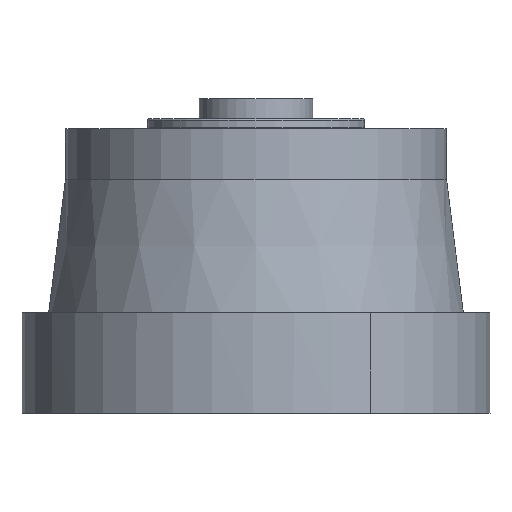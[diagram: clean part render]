
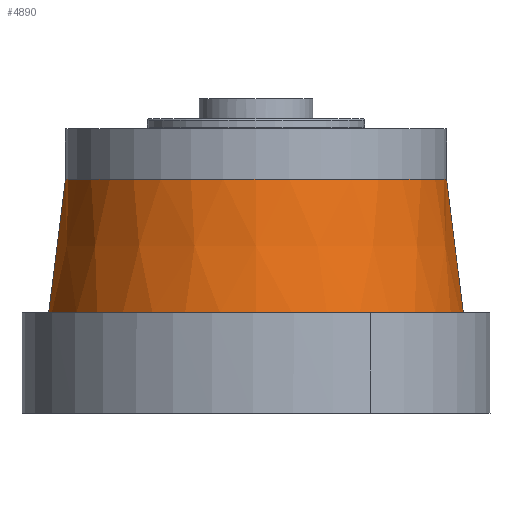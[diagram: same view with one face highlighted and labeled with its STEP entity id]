
A CAD part, front view. The second image highlights one B-rep face of the part: STEP entity #4890.
In plain terms, the highlighted conical face has half-angle 7.125 degrees and reference radius 5.7 mm.
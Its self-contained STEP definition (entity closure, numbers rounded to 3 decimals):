
#127 = EDGE_CURVE ( 'NONE', #1148, #7561, #1267, .T. ) ;
#234 = VERTEX_POINT ( 'NONE', #4351 ) ;
#389 = EDGE_CURVE ( 'NONE', #234, #2322, #4066, .T. ) ;
#446 = EDGE_CURVE ( 'NONE', #1148, #234, #1344, .T. ) ;
#508 = AXIS2_PLACEMENT_3D ( 'NONE', #5383, #2824, #2194 ) ;
#749 = CARTESIAN_POINT ( 'NONE',  ( 0., 0., -1.5 ) ) ;
#890 = DIRECTION ( 'NONE',  ( -0.124, 0., -0.992 ) ) ;
#1148 = VERTEX_POINT ( 'NONE', #8217 ) ;
#1267 = CIRCLE ( 'NONE', #5218, 5.7 ) ;
#1344 = LINE ( 'NONE', #2785, #4755 ) ;
#2002 = DIRECTION ( 'NONE',  ( 0., 0., 1. ) ) ;
#2026 = CARTESIAN_POINT ( 'NONE',  ( 0., 0., -1.5 ) ) ;
#2153 = ORIENTED_EDGE ( 'NONE', *, *, #446, .T. ) ;
#2194 = DIRECTION ( 'NONE',  ( 1., 0., 0. ) ) ;
#2228 = CARTESIAN_POINT ( 'NONE',  ( 5.7, 0., -1.5 ) ) ;
#2322 = VERTEX_POINT ( 'NONE', #4323 ) ;
#2662 = ORIENTED_EDGE ( 'NONE', *, *, #127, .F. ) ;
#2785 = CARTESIAN_POINT ( 'NONE',  ( -5.7, 0., -1.5 ) ) ;
#2824 = DIRECTION ( 'NONE',  ( 0., 0., 1. ) ) ;
#3341 = VECTOR ( 'NONE', #5215, 1000. ) ;
#3534 = LINE ( 'NONE', #7084, #3341 ) ;
#3959 = DIRECTION ( 'NONE',  ( -1., 0., 0. ) ) ;
#4066 = CIRCLE ( 'NONE', #508, 6.2 ) ;
#4323 = CARTESIAN_POINT ( 'NONE',  ( 6.2, 0., -5.5 ) ) ;
#4351 = CARTESIAN_POINT ( 'NONE',  ( -6.2, 0., -5.5 ) ) ;
#4755 = VECTOR ( 'NONE', #890, 1000. ) ;
#4890 = ADVANCED_FACE ( 'NONE', ( #7411 ), #4896, .T. ) ;
#4896 = CONICAL_SURFACE ( 'NONE', #5920, 5.7, 0.124 ) ;
#4921 = ORIENTED_EDGE ( 'NONE', *, *, #5879, .F. ) ;
#5204 = DIRECTION ( 'NONE',  ( 0., 0., -1. ) ) ;
#5215 = DIRECTION ( 'NONE',  ( 0.124, 0., -0.992 ) ) ;
#5218 = AXIS2_PLACEMENT_3D ( 'NONE', #2026, #2002, #5237 ) ;
#5237 = DIRECTION ( 'NONE',  ( 1., 0., 0. ) ) ;
#5383 = CARTESIAN_POINT ( 'NONE',  ( 0., 0., -5.5 ) ) ;
#5879 = EDGE_CURVE ( 'NONE', #7561, #2322, #3534, .T. ) ;
#5920 = AXIS2_PLACEMENT_3D ( 'NONE', #749, #5204, #3959 ) ;
#6475 = EDGE_LOOP ( 'NONE', ( #4921, #2662, #2153, #6938 ) ) ;
#6938 = ORIENTED_EDGE ( 'NONE', *, *, #389, .T. ) ;
#7084 = CARTESIAN_POINT ( 'NONE',  ( 5.7, 0., -1.5 ) ) ;
#7411 = FACE_OUTER_BOUND ( 'NONE', #6475, .T. ) ;
#7561 = VERTEX_POINT ( 'NONE', #2228 ) ;
#8217 = CARTESIAN_POINT ( 'NONE',  ( -5.7, 0., -1.5 ) ) ;
